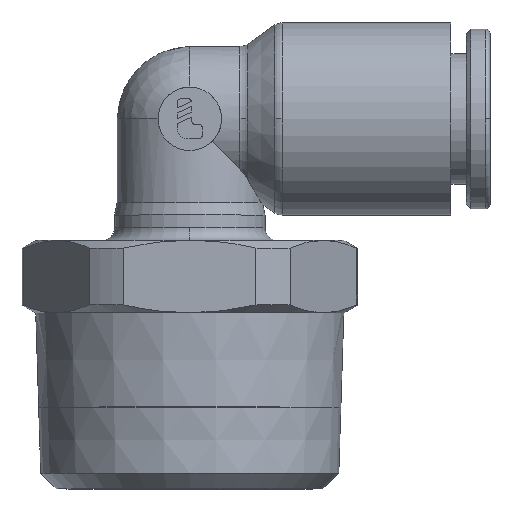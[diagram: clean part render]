
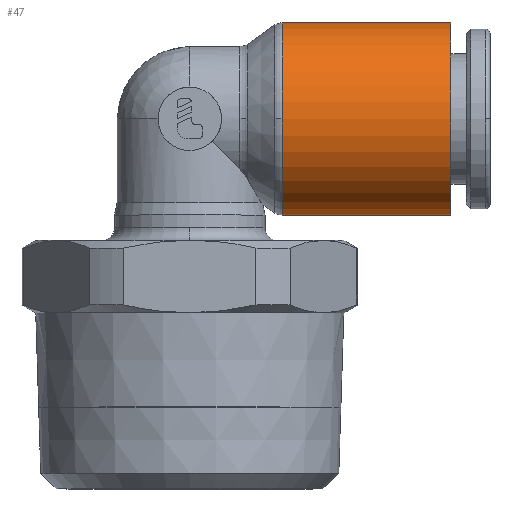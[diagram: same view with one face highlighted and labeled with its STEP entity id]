
A CAD part, top view. The second image highlights one B-rep face of the part: STEP entity #47.
In plain terms, the highlighted cylindrical face has radius 5.3 mm (diameter 10.6 mm), a partial arc.
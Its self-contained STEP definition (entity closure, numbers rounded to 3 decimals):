
#47=ADVANCED_FACE('',(#154),#155,.T.);
#154=FACE_OUTER_BOUND('',#376,.T.);
#155=CYLINDRICAL_SURFACE('',#377,5.3);
#376=EDGE_LOOP('',(#604,#605,#606,#607,#608));
#377=AXIS2_PLACEMENT_3D('',#609,#610,#611);
#604=ORIENTED_EDGE('',*,*,#1428,.F.);
#605=ORIENTED_EDGE('',*,*,#1429,.T.);
#606=ORIENTED_EDGE('',*,*,#1430,.T.);
#607=ORIENTED_EDGE('',*,*,#1431,.F.);
#608=ORIENTED_EDGE('',*,*,#1432,.F.);
#609=CARTESIAN_POINT('',(9.75,10.698,0.0));
#610=DIRECTION('',(1.0,0.0,0.0));
#611=DIRECTION('',(0.0,1.0,0.0));
#1428=EDGE_CURVE('',#1689,#1690,#1691,.T.);
#1429=EDGE_CURVE('',#1689,#1692,#1693,.T.);
#1430=EDGE_CURVE('',#1692,#1694,#1695,.T.);
#1431=EDGE_CURVE('',#1696,#1694,#1697,.T.);
#1432=EDGE_CURVE('',#1690,#1696,#1698,.T.);
#1689=VERTEX_POINT('',#2110);
#1690=VERTEX_POINT('',#2111);
#1691=LINE('',#2112,#2113);
#1692=VERTEX_POINT('',#2114);
#1693=CIRCLE('',#2115,5.3);
#1694=VERTEX_POINT('',#2116);
#1695=CIRCLE('',#2117,5.3);
#1696=VERTEX_POINT('',#2118);
#1697=LINE('',#2119,#2120);
#1698=CIRCLE('',#2121,5.3);
#2110=CARTESIAN_POINT('',(5.1,15.998,0.0));
#2111=CARTESIAN_POINT('',(14.4,15.998,0.0));
#2112=CARTESIAN_POINT('',(9.75,15.998,0.));
#2113=VECTOR('',#3108,1.0);
#2114=CARTESIAN_POINT('',(5.1,10.698,5.3));
#2115=AXIS2_PLACEMENT_3D('',#3109,#3110,#3111);
#2116=CARTESIAN_POINT('',(5.1,5.398,0.));
#2117=AXIS2_PLACEMENT_3D('',#3112,#3113,#3114);
#2118=CARTESIAN_POINT('',(14.4,5.398,0.));
#2119=CARTESIAN_POINT('',(9.75,5.398,0.));
#2120=VECTOR('',#3115,1.0);
#2121=AXIS2_PLACEMENT_3D('',#3116,#3117,#3118);
#3108=DIRECTION('',(1.0,0.0,0.0));
#3109=CARTESIAN_POINT('',(5.1,10.698,0.0));
#3110=DIRECTION('',(1.0,0.0,0.0));
#3111=DIRECTION('',(0.0,1.0,0.0));
#3112=CARTESIAN_POINT('',(5.1,10.698,0.0));
#3113=DIRECTION('',(1.0,0.0,0.0));
#3114=DIRECTION('',(0.0,1.0,0.0));
#3115=DIRECTION('',(-1.0,-0.0,-0.0));
#3116=CARTESIAN_POINT('',(14.4,10.698,0.0));
#3117=DIRECTION('',(1.0,0.0,0.0));
#3118=DIRECTION('',(0.0,1.0,0.0));
